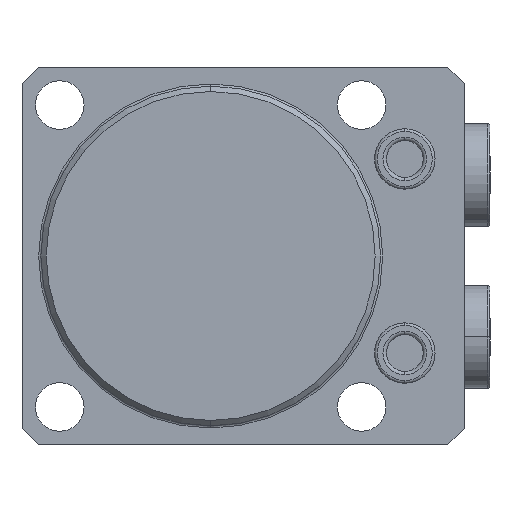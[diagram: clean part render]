
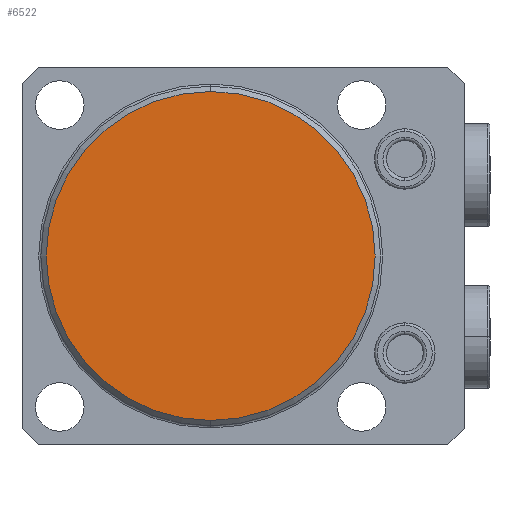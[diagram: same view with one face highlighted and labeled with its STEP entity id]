
A CAD part, front view. The second image highlights one B-rep face of the part: STEP entity #6522.
In plain terms, the highlighted planar face has unit normal (0, -1, 0).
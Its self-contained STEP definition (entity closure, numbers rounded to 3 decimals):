
#298 = AXIS2_PLACEMENT_3D ( 'NONE', #7349, #7334, #7333 ) ;
#419 = AXIS2_PLACEMENT_3D ( 'NONE', #4683, #4682, #4688 ) ;
#598 = DIRECTION ( 'NONE',  ( 0., 0., 1. ) ) ;
#605 = DIRECTION ( 'NONE',  ( 0., -1., 0. ) ) ;
#607 = CARTESIAN_POINT ( 'NONE',  ( 0., -47., 0. ) ) ;
#683 = EDGE_CURVE ( 'NONE', #5227, #5255, #6345, .T. ) ;
#929 = AXIS2_PLACEMENT_3D ( 'NONE', #607, #605, #598 ) ;
#2275 = EDGE_CURVE ( 'NONE', #5255, #5227, #5735, .T. ) ;
#3739 = EDGE_LOOP ( 'NONE', ( #5150, #5094 ) ) ;
#4682 = DIRECTION ( 'NONE',  ( 0., -1., 0. ) ) ;
#4683 = CARTESIAN_POINT ( 'NONE',  ( 0., -47., 0. ) ) ;
#4688 = DIRECTION ( 'NONE',  ( 0., 0., 1. ) ) ;
#5094 = ORIENTED_EDGE ( 'NONE', *, *, #2275, .T. ) ;
#5150 = ORIENTED_EDGE ( 'NONE', *, *, #683, .T. ) ;
#5227 = VERTEX_POINT ( 'NONE', #7587 ) ;
#5255 = VERTEX_POINT ( 'NONE', #7547 ) ;
#5559 = FACE_OUTER_BOUND ( 'NONE', #3739, .T. ) ;
#5735 = CIRCLE ( 'NONE', #419, 30.5 ) ;
#6345 = CIRCLE ( 'NONE', #929, 30.5 ) ;
#6522 = ADVANCED_FACE ( 'NONE', ( #5559 ), #7339, .F. ) ;
#7333 = DIRECTION ( 'NONE',  ( 0., 0., 1. ) ) ;
#7334 = DIRECTION ( 'NONE',  ( 0., 1., 0. ) ) ;
#7339 = PLANE ( 'NONE',  #298 ) ;
#7349 = CARTESIAN_POINT ( 'NONE',  ( 0., -47., 0. ) ) ;
#7547 = CARTESIAN_POINT ( 'NONE',  ( 0., -47., -30.5 ) ) ;
#7587 = CARTESIAN_POINT ( 'NONE',  ( 0., -47., 30.5 ) ) ;
